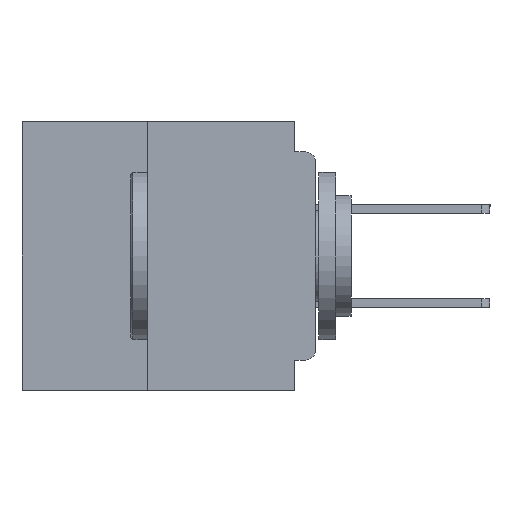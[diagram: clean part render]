
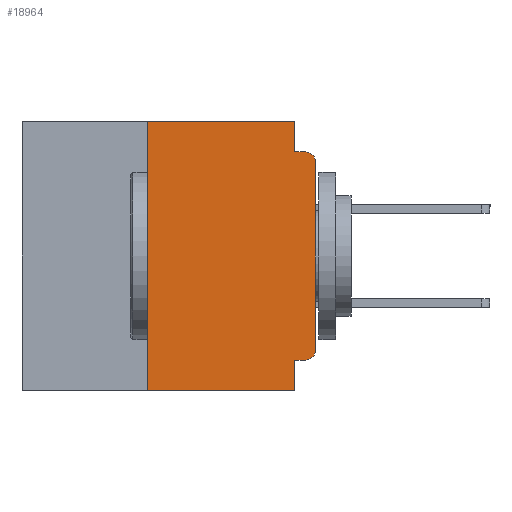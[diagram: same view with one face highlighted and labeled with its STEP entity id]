
A CAD part, left-side view. The second image highlights one B-rep face of the part: STEP entity #18964.
In plain terms, the highlighted planar face has unit normal (-1, 0, 0).
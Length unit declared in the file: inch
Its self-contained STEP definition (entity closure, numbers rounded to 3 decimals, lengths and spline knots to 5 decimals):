
#288 = CARTESIAN_POINT ( 'NONE',  ( 0., 0.015, -0.355 ) ) ;
#634 = VECTOR ( 'NONE', #28863, 39.37008 ) ;
#750 = CARTESIAN_POINT ( 'NONE',  ( 0., 0.031, -0.4 ) ) ;
#964 = VERTEX_POINT ( 'NONE', #16560 ) ;
#1298 = VERTEX_POINT ( 'NONE', #11658 ) ;
#2293 = LINE ( 'NONE', #34142, #634 ) ;
#2634 = DIRECTION ( 'NONE',  ( 1., 0., 0. ) ) ;
#3362 = ORIENTED_EDGE ( 'NONE', *, *, #6125, .F. ) ;
#4155 = EDGE_CURVE ( 'NONE', #55382, #31283, #13645, .T. ) ;
#4203 = ORIENTED_EDGE ( 'NONE', *, *, #14167, .T. ) ;
#5116 = LINE ( 'NONE', #46089, #17473 ) ;
#5679 = CARTESIAN_POINT ( 'NONE',  ( 0., 0.437, -0.4 ) ) ;
#6125 = EDGE_CURVE ( 'NONE', #964, #41528, #48798, .T. ) ;
#6815 = LINE ( 'NONE', #61869, #59464 ) ;
#6960 = AXIS2_PLACEMENT_3D ( 'NONE', #57389, #25865, #62646 ) ;
#7442 = VERTEX_POINT ( 'NONE', #9567 ) ;
#8999 = LINE ( 'NONE', #65888, #49329 ) ;
#9567 = CARTESIAN_POINT ( 'NONE',  ( 0., 0.25, -0.4 ) ) ;
#11658 = CARTESIAN_POINT ( 'NONE',  ( 0., 0.031, -0.355 ) ) ;
#13278 = LINE ( 'NONE', #5679, #65903 ) ;
#13645 = LINE ( 'NONE', #44600, #39968 ) ;
#14167 = EDGE_CURVE ( 'NONE', #31283, #36954, #41966, .T. ) ;
#14519 = DIRECTION ( 'NONE',  ( 0., -1., 0. ) ) ;
#14946 = DIRECTION ( 'NONE',  ( 0., -1., 0. ) ) ;
#16294 = CARTESIAN_POINT ( 'NONE',  ( 0., 0.015, -0.06 ) ) ;
#16560 = CARTESIAN_POINT ( 'NONE',  ( 0., 0.25, 0. ) ) ;
#16809 = AXIS2_PLACEMENT_3D ( 'NONE', #16294, #53042, #21557 ) ;
#17039 = ORIENTED_EDGE ( 'NONE', *, *, #57913, .T. ) ;
#17473 = VECTOR ( 'NONE', #35772, 39.37008 ) ;
#17887 = CARTESIAN_POINT ( 'NONE',  ( 0., 0.015, -0.045 ) ) ;
#18964 = ADVANCED_FACE ( 'NONE', ( #59536 ), #28833, .F. ) ;
#21557 = DIRECTION ( 'NONE',  ( 0., 0., -1. ) ) ;
#22729 = EDGE_LOOP ( 'NONE', ( #23117, #4203, #33714, #28538, #3362, #52113, #51295, #38487, #37270, #17039 ) ) ;
#23117 = ORIENTED_EDGE ( 'NONE', *, *, #4155, .T. ) ;
#25865 = DIRECTION ( 'NONE',  ( -1., 0., 0. ) ) ;
#28538 = ORIENTED_EDGE ( 'NONE', *, *, #52713, .F. ) ;
#28833 = PLANE ( 'NONE',  #41633 ) ;
#28863 = DIRECTION ( 'NONE',  ( 0., 0., -1. ) ) ;
#29102 = VERTEX_POINT ( 'NONE', #288 ) ;
#30561 = CARTESIAN_POINT ( 'NONE',  ( 0., 0.031, 0. ) ) ;
#31283 = VERTEX_POINT ( 'NONE', #53616 ) ;
#31870 = DIRECTION ( 'NONE',  ( 0., -1., 0. ) ) ;
#32372 = CARTESIAN_POINT ( 'NONE',  ( 0., 0.031, -0.045 ) ) ;
#33714 = ORIENTED_EDGE ( 'NONE', *, *, #39628, .F. ) ;
#34142 = CARTESIAN_POINT ( 'NONE',  ( 0., 0.031, -0.4 ) ) ;
#35772 = DIRECTION ( 'NONE',  ( 0., 0., -1. ) ) ;
#35875 = CARTESIAN_POINT ( 'NONE',  ( 0., 0.437, 0. ) ) ;
#36954 = VERTEX_POINT ( 'NONE', #17887 ) ;
#37270 = ORIENTED_EDGE ( 'NONE', *, *, #66481, .F. ) ;
#38487 = ORIENTED_EDGE ( 'NONE', *, *, #42473, .F. ) ;
#39406 = DIRECTION ( 'NONE',  ( 0., 0., -1. ) ) ;
#39628 = EDGE_CURVE ( 'NONE', #64275, #36954, #6815, .T. ) ;
#39968 = VECTOR ( 'NONE', #44379, 39.37008 ) ;
#40604 = CARTESIAN_POINT ( 'NONE',  ( 0., 0.25, -0.4 ) ) ;
#40701 = CIRCLE ( 'NONE', #6960, 0.015 ) ;
#41528 = VERTEX_POINT ( 'NONE', #30561 ) ;
#41633 = AXIS2_PLACEMENT_3D ( 'NONE', #65595, #2634, #39406 ) ;
#41966 = CIRCLE ( 'NONE', #16809, 0.015 ) ;
#42473 = EDGE_CURVE ( 'NONE', #1298, #58676, #2293, .T. ) ;
#44379 = DIRECTION ( 'NONE',  ( 0., 0., 1. ) ) ;
#44600 = CARTESIAN_POINT ( 'NONE',  ( 0., 0., 0. ) ) ;
#44983 = DIRECTION ( 'NONE',  ( 0., 1., 0. ) ) ;
#45874 = DIRECTION ( 'NONE',  ( 0., 0., 1. ) ) ;
#46089 = CARTESIAN_POINT ( 'NONE',  ( 0., 0.031, 0. ) ) ;
#48798 = LINE ( 'NONE', #35875, #61153 ) ;
#49329 = VECTOR ( 'NONE', #44983, 39.37008 ) ;
#50361 = VECTOR ( 'NONE', #45874, 39.37008 ) ;
#51295 = ORIENTED_EDGE ( 'NONE', *, *, #64751, .T. ) ;
#52113 = ORIENTED_EDGE ( 'NONE', *, *, #52666, .F. ) ;
#52666 = EDGE_CURVE ( 'NONE', #7442, #964, #53660, .T. ) ;
#52713 = EDGE_CURVE ( 'NONE', #41528, #64275, #5116, .T. ) ;
#53042 = DIRECTION ( 'NONE',  ( -1., 0., 0. ) ) ;
#53616 = CARTESIAN_POINT ( 'NONE',  ( 0., 0., -0.06 ) ) ;
#53660 = LINE ( 'NONE', #40604, #50361 ) ;
#55382 = VERTEX_POINT ( 'NONE', #59822 ) ;
#57389 = CARTESIAN_POINT ( 'NONE',  ( 0., 0.015, -0.34 ) ) ;
#57913 = EDGE_CURVE ( 'NONE', #29102, #55382, #40701, .T. ) ;
#58676 = VERTEX_POINT ( 'NONE', #750 ) ;
#59464 = VECTOR ( 'NONE', #14519, 39.37008 ) ;
#59536 = FACE_OUTER_BOUND ( 'NONE', #22729, .T. ) ;
#59822 = CARTESIAN_POINT ( 'NONE',  ( 0., 0., -0.34 ) ) ;
#61153 = VECTOR ( 'NONE', #14946, 39.37008 ) ;
#61869 = CARTESIAN_POINT ( 'NONE',  ( 0., 0., -0.045 ) ) ;
#62646 = DIRECTION ( 'NONE',  ( 0., 0., -1. ) ) ;
#64275 = VERTEX_POINT ( 'NONE', #32372 ) ;
#64751 = EDGE_CURVE ( 'NONE', #7442, #58676, #13278, .T. ) ;
#65595 = CARTESIAN_POINT ( 'NONE',  ( 0., 0.437, 0. ) ) ;
#65888 = CARTESIAN_POINT ( 'NONE',  ( 0., 0., -0.355 ) ) ;
#65903 = VECTOR ( 'NONE', #31870, 39.37008 ) ;
#66481 = EDGE_CURVE ( 'NONE', #29102, #1298, #8999, .T. ) ;
